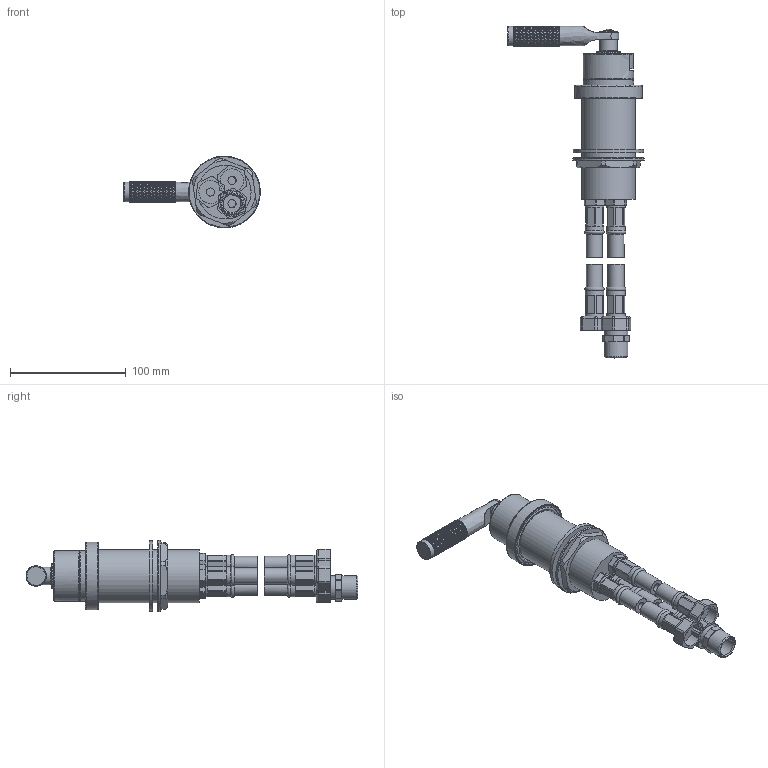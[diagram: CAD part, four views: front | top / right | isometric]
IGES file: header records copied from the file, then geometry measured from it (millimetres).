
Global section: file name: V7K37-LK; native system: Autodesk Inventor 2018; preprocessor: unknown; author: aprice; date: 20171016.115836; units: millimetre
Bounding box: 117.98 x 286.89 x 62 mm (x, y, z)
Volume: 257563.7 mm3; surface area: 125800.3 mm2
Topology: 28 solids, 31 shells, 6287 faces, 13310 edges, 7176 vertices
Faces by surface type: bspline 6287
